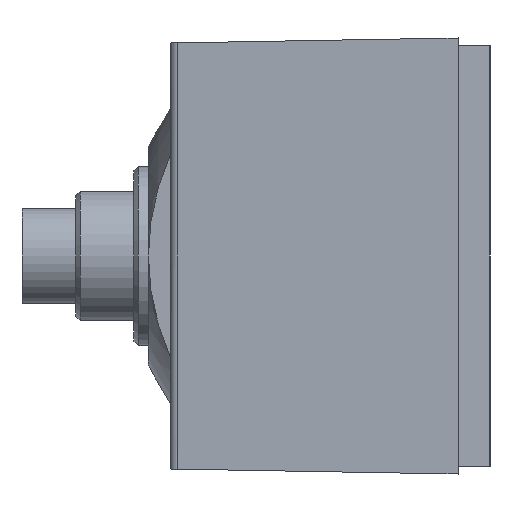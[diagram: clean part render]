
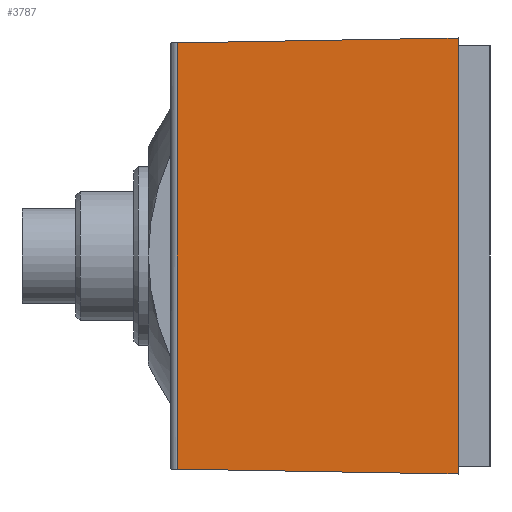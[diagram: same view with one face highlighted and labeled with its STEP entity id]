
A CAD part, left-side view. The second image highlights one B-rep face of the part: STEP entity #3787.
In plain terms, the highlighted planar face has unit normal (-1, 0.018, 0).
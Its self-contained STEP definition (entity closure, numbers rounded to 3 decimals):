
#390=LINE('',#6151,#809);
#419=LINE('',#6218,#838);
#420=LINE('',#6224,#839);
#421=LINE('',#6225,#840);
#809=VECTOR('',#4965,1000.);
#838=VECTOR('',#5030,1000.);
#839=VECTOR('',#5037,1000.);
#840=VECTOR('',#5038,1000.);
#996=PLANE('',#4107);
#1797=ORIENTED_EDGE('',*,*,#2560,.F.);
#1798=ORIENTED_EDGE('',*,*,#2598,.T.);
#1799=ORIENTED_EDGE('',*,*,#2595,.T.);
#1800=ORIENTED_EDGE('',*,*,#2599,.T.);
#2560=EDGE_CURVE('',#2956,#2957,#390,.T.);
#2595=EDGE_CURVE('',#2976,#2977,#419,.T.);
#2598=EDGE_CURVE('',#2956,#2976,#420,.T.);
#2599=EDGE_CURVE('',#2977,#2957,#421,.T.);
#2956=VERTEX_POINT('',#6152);
#2957=VERTEX_POINT('',#6153);
#2976=VERTEX_POINT('',#6219);
#2977=VERTEX_POINT('',#6220);
#3260=EDGE_LOOP('',(#1797,#1798,#1799,#1800));
#3501=FACE_BOUND('',#3260,.T.);
#3787=ADVANCED_FACE('',(#3501),#996,.F.);
#4107=AXIS2_PLACEMENT_3D('',#6223,#5035,#5036);
#4965=DIRECTION('',(0.,0.,-1.));
#5030=DIRECTION('',(0.,0.,-1.));
#5035=DIRECTION('',(1.,-0.017,0.));
#5036=DIRECTION('',(0.017,1.,0.));
#5037=DIRECTION('',(0.017,1.,-0.017));
#5038=DIRECTION('',(-0.017,-1.,-0.017));
#6151=CARTESIAN_POINT('',(0.,2.2,15.));
#6152=CARTESIAN_POINT('',(0.,2.2,15.));
#6153=CARTESIAN_POINT('',(0.,2.2,-15.));
#6218=CARTESIAN_POINT('',(0.337,21.509,15.));
#6219=CARTESIAN_POINT('',(0.337,21.509,14.663));
#6220=CARTESIAN_POINT('',(0.337,21.509,-14.663));
#6223=CARTESIAN_POINT('',(0.337,21.509,15.));
#6224=CARTESIAN_POINT('',(0.337,21.503,14.663));
#6225=CARTESIAN_POINT('',(0.346,22.026,-14.654));
